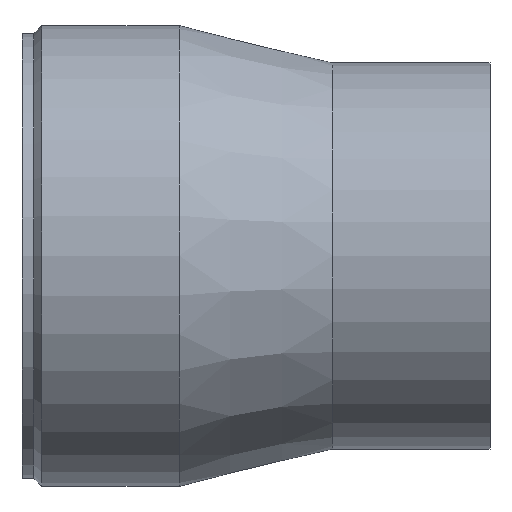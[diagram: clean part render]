
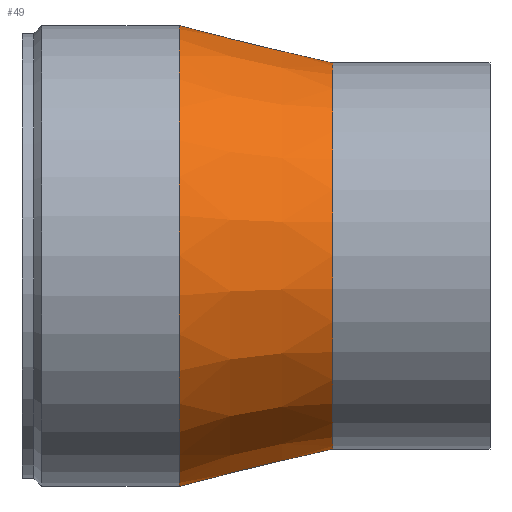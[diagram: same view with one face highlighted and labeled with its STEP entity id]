
A CAD part, top view. The second image highlights one B-rep face of the part: STEP entity #49.
In plain terms, the highlighted conical face has half-angle 13.65 degrees and reference radius 26.4 mm.
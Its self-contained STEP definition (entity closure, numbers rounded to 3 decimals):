
#49 = ADVANCED_FACE( '', ( #104, #105 ), #106, .T. );
#104 = FACE_OUTER_BOUND( '', #163, .T. );
#105 = FACE_BOUND( '', #164, .T. );
#106 = CONICAL_SURFACE( '', #165, 26.4, 0.238 );
#163 = EDGE_LOOP( '', ( #228 ) );
#164 = EDGE_LOOP( '', ( #229 ) );
#165 = AXIS2_PLACEMENT_3D( '', #230, #231, #232 );
#228 = ORIENTED_EDGE( '', *, *, #279, .T. );
#229 = ORIENTED_EDGE( '', *, *, #281, .F. );
#230 = CARTESIAN_POINT( '', ( 0., 0., 0. ) );
#231 = DIRECTION( '', ( -1., 0., 0. ) );
#232 = DIRECTION( '', ( 0., 0., 1. ) );
#279 = EDGE_CURVE( '', #311, #311, #312, .T. );
#281 = EDGE_CURVE( '', #314, #314, #315, .T. );
#311 = VERTEX_POINT( '', #350 );
#312 = CIRCLE( '', #351, 31.5 );
#314 = VERTEX_POINT( '', #353 );
#315 = CIRCLE( '', #354, 26.4 );
#350 = CARTESIAN_POINT( '', ( -21., 0., -31.5 ) );
#351 = AXIS2_PLACEMENT_3D( '', #391, #392, #393 );
#353 = CARTESIAN_POINT( '', ( 0., 0., -26.4 ) );
#354 = AXIS2_PLACEMENT_3D( '', #394, #395, #396 );
#391 = CARTESIAN_POINT( '', ( -21., 0., 0. ) );
#392 = DIRECTION( '', ( 1., 0., 0. ) );
#393 = DIRECTION( '', ( 0., 0., -1. ) );
#394 = CARTESIAN_POINT( '', ( 0., 0., 0. ) );
#395 = DIRECTION( '', ( 1., 0., 0. ) );
#396 = DIRECTION( '', ( 0., 0., -1. ) );
